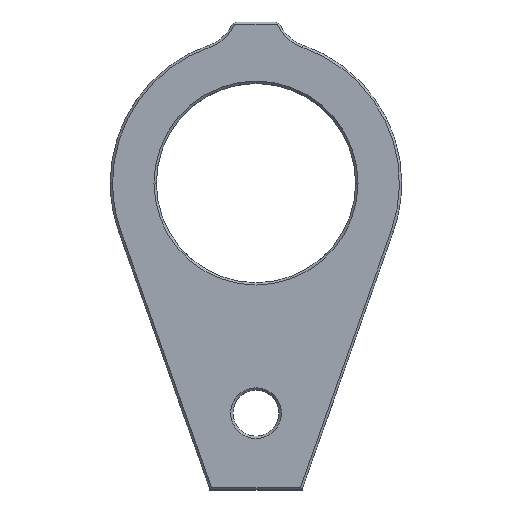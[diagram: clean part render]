
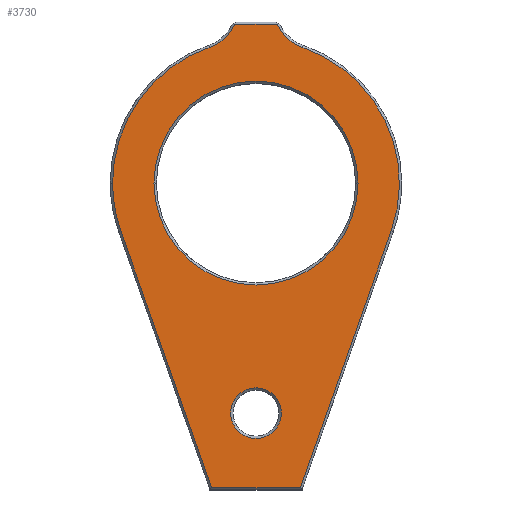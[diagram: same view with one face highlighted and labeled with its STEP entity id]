
A CAD part, top view. The second image highlights one B-rep face of the part: STEP entity #3730.
In plain terms, the highlighted planar face has unit normal (0, 0, 1).
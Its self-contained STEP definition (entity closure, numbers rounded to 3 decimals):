
#58 = CIRCLE ( 'NONE', #12610, 3.3 ) ;
#355 = DIRECTION ( 'NONE',  ( -1., 0., 0. ) ) ;
#412 = DIRECTION ( 'NONE',  ( -1., 0., 0. ) ) ;
#428 = DIRECTION ( 'NONE',  ( -1., 0., 0. ) ) ;
#494 = LINE ( 'NONE', #3766, #11529 ) ;
#549 = CARTESIAN_POINT ( 'NONE',  ( 0., 0., 0. ) ) ;
#572 = DIRECTION ( 'NONE',  ( 0., 0., -1. ) ) ;
#838 = ORIENTED_EDGE ( 'NONE', *, *, #8729, .T. ) ;
#1141 = DIRECTION ( 'NONE',  ( -1., 0., 0. ) ) ;
#1195 = ORIENTED_EDGE ( 'NONE', *, *, #9223, .T. ) ;
#1196 = CARTESIAN_POINT ( 'NONE',  ( 5.788, -39.7, 0. ) ) ;
#1271 = CARTESIAN_POINT ( 'NONE',  ( 0., -30., 0. ) ) ;
#1312 = DIRECTION ( 'NONE',  ( -1., 0., 0. ) ) ;
#1515 = VERTEX_POINT ( 'NONE', #1196 ) ;
#1632 = DIRECTION ( 'NONE',  ( 0., 0., 1. ) ) ;
#1981 = EDGE_LOOP ( 'NONE', ( #7549, #12623 ) ) ;
#2024 = DIRECTION ( 'NONE',  ( 0., 0., -1. ) ) ;
#2114 = CARTESIAN_POINT ( 'NONE',  ( -2.796, 20.7, 0. ) ) ;
#2267 = CARTESIAN_POINT ( 'NONE',  ( 3.3, -30., 0. ) ) ;
#2374 = LINE ( 'NONE', #13792, #7733 ) ;
#2561 = EDGE_CURVE ( 'NONE', #1515, #11384, #494, .T. ) ;
#2616 = LINE ( 'NONE', #8550, #10296 ) ;
#2836 = ORIENTED_EDGE ( 'NONE', *, *, #11662, .T. ) ;
#2854 = DIRECTION ( 'NONE',  ( -1., 0., 0. ) ) ;
#2979 = CIRCLE ( 'NONE', #4723, 13.3 ) ;
#3192 = DIRECTION ( 'NONE',  ( 0.334, -0.943, 0. ) ) ;
#3415 = EDGE_CURVE ( 'NONE', #4552, #12321, #13822, .T. ) ;
#3487 = CARTESIAN_POINT ( 'NONE',  ( 0., 0., 0. ) ) ;
#3488 = CARTESIAN_POINT ( 'NONE',  ( -17.629, -6.238, 0. ) ) ;
#3689 = DIRECTION ( 'NONE',  ( -1., 0., 0. ) ) ;
#3730 = ADVANCED_FACE ( 'NONE', ( #7401, #9077, #12463 ), #6766, .F. ) ;
#3766 = CARTESIAN_POINT ( 'NONE',  ( 17.629, -6.238, 0. ) ) ;
#3849 = EDGE_CURVE ( 'NONE', #7780, #11554, #12624, .T. ) ;
#3938 = ORIENTED_EDGE ( 'NONE', *, *, #3849, .T. ) ;
#3951 = EDGE_CURVE ( 'NONE', #11384, #8656, #9390, .T. ) ;
#4111 = VECTOR ( 'NONE', #2854, 1000. ) ;
#4404 = EDGE_LOOP ( 'NONE', ( #838, #1195 ) ) ;
#4552 = VERTEX_POINT ( 'NONE', #8042 ) ;
#4597 = CARTESIAN_POINT ( 'NONE',  ( 13.3, 0., 0. ) ) ;
#4661 = DIRECTION ( 'NONE',  ( 0., 0., -1. ) ) ;
#4688 = DIRECTION ( 'NONE',  ( 0., 0., -1. ) ) ;
#4723 = AXIS2_PLACEMENT_3D ( 'NONE', #11269, #572, #428 ) ;
#4853 = DIRECTION ( 'NONE',  ( 0., 0., 1. ) ) ;
#4947 = ORIENTED_EDGE ( 'NONE', *, *, #2561, .T. ) ;
#5094 = CARTESIAN_POINT ( 'NONE',  ( -3.3, -30., 0. ) ) ;
#5330 = DIRECTION ( 'NONE',  ( -1., 0., 0. ) ) ;
#5593 = AXIS2_PLACEMENT_3D ( 'NONE', #1271, #4688, #1312 ) ;
#5840 = CARTESIAN_POINT ( 'NONE',  ( 0., 0., 0. ) ) ;
#6043 = DIRECTION ( 'NONE',  ( 0., 0., -1. ) ) ;
#6335 = ORIENTED_EDGE ( 'NONE', *, *, #6440, .T. ) ;
#6432 = CARTESIAN_POINT ( 'NONE',  ( 17.629, -6.238, 0. ) ) ;
#6440 = EDGE_CURVE ( 'NONE', #8656, #4552, #9651, .T. ) ;
#6478 = DIRECTION ( 'NONE',  ( 0., 0., -1. ) ) ;
#6479 = VERTEX_POINT ( 'NONE', #5094 ) ;
#6664 = CARTESIAN_POINT ( 'NONE',  ( -7.689, 22.735, 0. ) ) ;
#6675 = AXIS2_PLACEMENT_3D ( 'NONE', #8625, #6478, #12810 ) ;
#6766 = PLANE ( 'NONE',  #13515 ) ;
#6796 = DIRECTION ( 'NONE',  ( 0.334, 0.943, 0. ) ) ;
#6808 = DIRECTION ( 'NONE',  ( 0., 0., -1. ) ) ;
#7049 = CARTESIAN_POINT ( 'NONE',  ( 7.689, 22.735, 0. ) ) ;
#7082 = EDGE_CURVE ( 'NONE', #11554, #9980, #2616, .T. ) ;
#7135 = CARTESIAN_POINT ( 'NONE',  ( 0., 0., 0. ) ) ;
#7145 = CARTESIAN_POINT ( 'NONE',  ( 5.991, 17.714, 0. ) ) ;
#7345 = CIRCLE ( 'NONE', #6675, 13.3 ) ;
#7387 = EDGE_CURVE ( 'NONE', #6479, #13153, #11468, .T. ) ;
#7401 = FACE_BOUND ( 'NONE', #1981, .T. ) ;
#7419 = ORIENTED_EDGE ( 'NONE', *, *, #3951, .T. ) ;
#7549 = ORIENTED_EDGE ( 'NONE', *, *, #10685, .T. ) ;
#7666 = ORIENTED_EDGE ( 'NONE', *, *, #3415, .T. ) ;
#7733 = VECTOR ( 'NONE', #10516, 1000. ) ;
#7780 = VERTEX_POINT ( 'NONE', #13174 ) ;
#7863 = VERTEX_POINT ( 'NONE', #13463 ) ;
#8042 = CARTESIAN_POINT ( 'NONE',  ( 2.796, 20.7, 0. ) ) ;
#8081 = ORIENTED_EDGE ( 'NONE', *, *, #11118, .T. ) ;
#8242 = VERTEX_POINT ( 'NONE', #13161 ) ;
#8333 = CARTESIAN_POINT ( 'NONE',  ( -5.788, -39.7, 0. ) ) ;
#8550 = CARTESIAN_POINT ( 'NONE',  ( -17.629, -6.238, 0. ) ) ;
#8625 = CARTESIAN_POINT ( 'NONE',  ( 0., 0., 0. ) ) ;
#8656 = VERTEX_POINT ( 'NONE', #7145 ) ;
#8726 = AXIS2_PLACEMENT_3D ( 'NONE', #5840, #1632, #3689 ) ;
#8729 = EDGE_CURVE ( 'NONE', #13793, #7863, #7345, .T. ) ;
#8934 = ORIENTED_EDGE ( 'NONE', *, *, #11731, .T. ) ;
#8981 = DIRECTION ( 'NONE',  ( -1., 0., 0. ) ) ;
#8997 = AXIS2_PLACEMENT_3D ( 'NONE', #6664, #4661, #8981 ) ;
#9077 = FACE_BOUND ( 'NONE', #4404, .T. ) ;
#9223 = EDGE_CURVE ( 'NONE', #7863, #13793, #2979, .T. ) ;
#9265 = DIRECTION ( 'NONE',  ( 0., 0., 1. ) ) ;
#9390 = CIRCLE ( 'NONE', #13869, 18.7 ) ;
#9651 = CIRCLE ( 'NONE', #11742, 5.3 ) ;
#9980 = VERTEX_POINT ( 'NONE', #8333 ) ;
#10126 = DIRECTION ( 'NONE',  ( -1., 0., 0. ) ) ;
#10296 = VECTOR ( 'NONE', #3192, 1000. ) ;
#10516 = DIRECTION ( 'NONE',  ( 1., 0., 0. ) ) ;
#10685 = EDGE_CURVE ( 'NONE', #13153, #6479, #58, .T. ) ;
#10719 = CARTESIAN_POINT ( 'NONE',  ( 0., -30., 0. ) ) ;
#11118 = EDGE_CURVE ( 'NONE', #9980, #1515, #2374, .T. ) ;
#11261 = CIRCLE ( 'NONE', #8726, 18.7 ) ;
#11269 = CARTESIAN_POINT ( 'NONE',  ( 0., 0., 0. ) ) ;
#11384 = VERTEX_POINT ( 'NONE', #6432 ) ;
#11455 = CARTESIAN_POINT ( 'NONE',  ( -3., 20.7, 0. ) ) ;
#11468 = CIRCLE ( 'NONE', #5593, 3.3 ) ;
#11529 = VECTOR ( 'NONE', #6796, 1000. ) ;
#11554 = VERTEX_POINT ( 'NONE', #3488 ) ;
#11662 = EDGE_CURVE ( 'NONE', #12321, #8242, #13123, .T. ) ;
#11731 = EDGE_CURVE ( 'NONE', #8242, #7780, #11261, .T. ) ;
#11742 = AXIS2_PLACEMENT_3D ( 'NONE', #7049, #6043, #10126 ) ;
#12321 = VERTEX_POINT ( 'NONE', #2114 ) ;
#12463 = FACE_OUTER_BOUND ( 'NONE', #13495, .T. ) ;
#12610 = AXIS2_PLACEMENT_3D ( 'NONE', #10719, #2024, #5330 ) ;
#12623 = ORIENTED_EDGE ( 'NONE', *, *, #7387, .T. ) ;
#12624 = CIRCLE ( 'NONE', #13164, 18.7 ) ;
#12810 = DIRECTION ( 'NONE',  ( -1., 0., 0. ) ) ;
#12975 = ORIENTED_EDGE ( 'NONE', *, *, #7082, .T. ) ;
#13123 = CIRCLE ( 'NONE', #8997, 5.3 ) ;
#13153 = VERTEX_POINT ( 'NONE', #2267 ) ;
#13161 = CARTESIAN_POINT ( 'NONE',  ( -5.991, 17.714, 0. ) ) ;
#13164 = AXIS2_PLACEMENT_3D ( 'NONE', #7135, #9265, #1141 ) ;
#13174 = CARTESIAN_POINT ( 'NONE',  ( -18.7, 0., 0. ) ) ;
#13463 = CARTESIAN_POINT ( 'NONE',  ( -13.3, 0., 0. ) ) ;
#13495 = EDGE_LOOP ( 'NONE', ( #7419, #6335, #7666, #2836, #8934, #3938, #12975, #8081, #4947 ) ) ;
#13515 = AXIS2_PLACEMENT_3D ( 'NONE', #3487, #6808, #412 ) ;
#13792 = CARTESIAN_POINT ( 'NONE',  ( 0., -39.7, 0. ) ) ;
#13793 = VERTEX_POINT ( 'NONE', #4597 ) ;
#13822 = LINE ( 'NONE', #11455, #4111 ) ;
#13869 = AXIS2_PLACEMENT_3D ( 'NONE', #549, #4853, #355 ) ;
